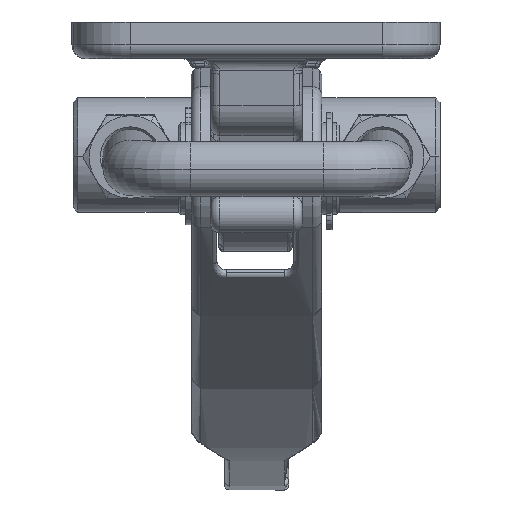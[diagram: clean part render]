
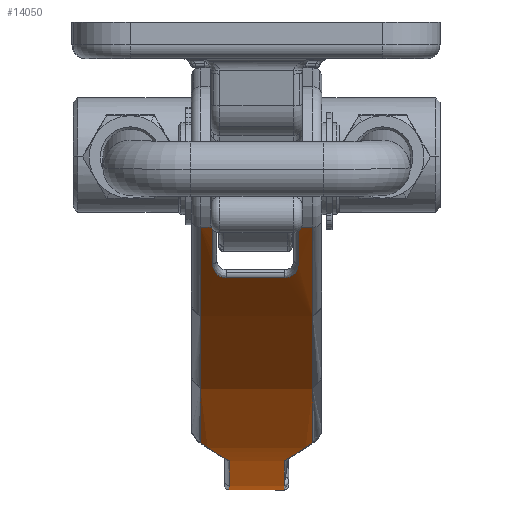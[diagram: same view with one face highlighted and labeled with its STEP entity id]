
A CAD part, left-side view. The second image highlights one B-rep face of the part: STEP entity #14050.
In plain terms, the highlighted cylindrical face has radius 196.2 mm (diameter 392.4 mm), a partial arc.
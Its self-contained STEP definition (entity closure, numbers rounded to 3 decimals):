
#3118=CARTESIAN_POINT('',(176.449,75.532,-95.749));
#3119=VERTEX_POINT('',#3118);
#3171=CARTESIAN_POINT('',(176.449,63.532,-95.749));
#3172=VERTEX_POINT('',#3171);
#3338=CARTESIAN_POINT('',(-0.215,57.282,-41.959));
#3339=VERTEX_POINT('',#3338);
#3610=CARTESIAN_POINT('',(-0.215,81.782,-41.959));
#3611=VERTEX_POINT('',#3610);
#4349=CARTESIAN_POINT('',(-0.215,79.182,-41.959));
#4350=VERTEX_POINT('',#4349);
#4564=CARTESIAN_POINT('',(-0.215,60.382,-41.959));
#4565=VERTEX_POINT('',#4564);
#12082=CARTESIAN_POINT('',(8.297,60.382,-49.98));
#12083=VERTEX_POINT('',#12082);
#12091=CARTESIAN_POINT('',(138.541,60.382,96.754));
#12092=DIRECTION('',(0.,1.,0.));
#12093=DIRECTION('',(-0.688,0.,-0.726));
#12094=AXIS2_PLACEMENT_3D('',#12091,#12092,#12093);
#12095=CIRCLE('',#12094,196.2);
#12096=EDGE_CURVE('',#12083,#4565,#12095,.T.);
#12209=CARTESIAN_POINT('',(11.776,63.382,-52.996));
#12210=VERTEX_POINT('',#12209);
#12218=CARTESIAN_POINT('',(11.776,63.382,-52.996));
#12219=CARTESIAN_POINT('',(11.776,62.675,-52.996));
#12220=CARTESIAN_POINT('',(11.457,62.014,-52.726));
#12221=CARTESIAN_POINT('',(10.669,61.142,-52.053));
#12222=CARTESIAN_POINT('',(10.219,60.855,-51.665));
#12223=CARTESIAN_POINT('',(9.463,60.548,-51.008));
#12224=CARTESIAN_POINT('',(9.163,60.468,-50.745));
#12225=CARTESIAN_POINT('',(8.673,60.396,-50.314));
#12226=CARTESIAN_POINT('',(8.484,60.382,-50.146));
#12227=CARTESIAN_POINT('',(8.297,60.382,-49.98));
#12228=B_SPLINE_CURVE_WITH_KNOTS('',3,(#12218,#12219,#12220,#12221,#12222,#12223,#12224,#12225,#12226,#12227),.UNSPECIFIED.,.F.,.U.,(4,2,2,2,4),(0.0,0.212,0.404,0.523,0.598),.UNSPECIFIED.);
#12229=EDGE_CURVE('',#12210,#12083,#12228,.T.);
#12264=CARTESIAN_POINT('',(11.776,76.182,-52.996));
#12265=VERTEX_POINT('',#12264);
#12273=CARTESIAN_POINT('',(11.776,76.182,-52.996));
#12274=DIRECTION('',(0.0,-1.0,0.0));
#12275=VECTOR('',#12274,12.8);
#12276=LINE('',#12273,#12275);
#12277=EDGE_CURVE('',#12265,#12210,#12276,.T.);
#12391=CARTESIAN_POINT('',(8.297,79.182,-49.98));
#12392=VERTEX_POINT('',#12391);
#12400=CARTESIAN_POINT('',(8.297,79.182,-49.98));
#12401=CARTESIAN_POINT('',(8.772,79.182,-50.402));
#12402=CARTESIAN_POINT('',(9.252,79.096,-50.824));
#12403=CARTESIAN_POINT('',(10.153,78.742,-51.609));
#12404=CARTESIAN_POINT('',(10.579,78.484,-51.975));
#12405=CARTESIAN_POINT('',(11.175,77.879,-52.486));
#12406=CARTESIAN_POINT('',(11.379,77.603,-52.66));
#12407=CARTESIAN_POINT('',(11.625,77.075,-52.868));
#12408=CARTESIAN_POINT('',(11.696,76.855,-52.929));
#12409=CARTESIAN_POINT('',(11.763,76.479,-52.985));
#12410=CARTESIAN_POINT('',(11.776,76.33,-52.996));
#12411=CARTESIAN_POINT('',(11.776,76.182,-52.996));
#12412=B_SPLINE_CURVE_WITH_KNOTS('',3,(#12400,#12401,#12402,#12403,#12404,#12405,#12406,#12407,#12408,#12409,#12410,#12411),.UNSPECIFIED.,.F.,.U.,(4,2,2,2,2,4),(0.0,0.19,0.371,0.484,0.555,0.599),.UNSPECIFIED.);
#12413=EDGE_CURVE('',#12392,#12265,#12412,.T.);
#12515=CARTESIAN_POINT('',(138.541,79.182,96.754));
#12516=DIRECTION('',(0.,-1.,0.));
#12517=DIRECTION('',(-0.688,0.,-0.726));
#12518=AXIS2_PLACEMENT_3D('',#12515,#12516,#12517);
#12519=CIRCLE('',#12518,196.2);
#12520=EDGE_CURVE('',#4350,#12392,#12519,.T.);
#13293=CARTESIAN_POINT('',(-0.215,57.282,-41.959));
#13294=DIRECTION('',(0.0,1.0,0.0));
#13295=VECTOR('',#13294,3.1);
#13296=LINE('',#13293,#13295);
#13297=EDGE_CURVE('',#3339,#4565,#13296,.T.);
#13428=CARTESIAN_POINT('',(75.233,81.782,-88.952));
#13429=VERTEX_POINT('',#13428);
#13448=CARTESIAN_POINT('',(88.112,75.532,-92.855));
#13449=VERTEX_POINT('',#13448);
#13463=CARTESIAN_POINT('',(138.541,83.674,96.754));
#13464=DIRECTION('',(0.396,0.907,-0.144));
#13465=DIRECTION('',(0.852,-0.422,-0.31));
#13466=AXIS2_PLACEMENT_3D('',#13463,#13464,#13465);
#13467=ELLIPSE('',#13466,216.384,196.2);
#13468=EDGE_CURVE('',#13449,#13429,#13467,.T.);
#13979=CARTESIAN_POINT('',(138.541,81.782,96.754));
#13980=DIRECTION('',(0.,1.0,0.));
#13981=DIRECTION('',(-0.535,0.,-0.845));
#13982=AXIS2_PLACEMENT_3D('',#13979,#13980,#13981);
#13983=CIRCLE('',#13982,196.2);
#13984=EDGE_CURVE('',#13429,#3611,#13983,.T.);
#13991=CARTESIAN_POINT('',(138.541,55.282,96.754));
#13992=DIRECTION('',(0.,1.0,0.));
#13993=DIRECTION('',(-0.193,0.,0.981));
#13994=AXIS2_PLACEMENT_3D('',#13991,#13992,#13993);
#13995=CYLINDRICAL_SURFACE('',#13994,196.2);
#13996=ORIENTED_EDGE('',*,*,#12520,.F.);
#13997=CARTESIAN_POINT('',(-0.215,79.182,-41.959));
#13998=DIRECTION('',(0.0,1.0,0.0));
#13999=VECTOR('',#13998,2.6);
#14000=LINE('',#13997,#13999);
#14001=EDGE_CURVE('',#4350,#3611,#14000,.T.);
#14002=ORIENTED_EDGE('',*,*,#14001,.T.);
#14003=ORIENTED_EDGE('',*,*,#13984,.F.);
#14004=ORIENTED_EDGE('',*,*,#13468,.F.);
#14005=CARTESIAN_POINT('',(138.541,75.532,96.754));
#14006=DIRECTION('',(0.,1.0,0.));
#14007=DIRECTION('',(-0.193,0.,0.981));
#14008=AXIS2_PLACEMENT_3D('',#14005,#14006,#14007);
#14009=CIRCLE('',#14008,196.2);
#14010=EDGE_CURVE('',#3119,#13449,#14009,.T.);
#14011=ORIENTED_EDGE('',*,*,#14010,.F.);
#14012=CARTESIAN_POINT('',(176.449,63.532,-95.749));
#14013=DIRECTION('',(0.0,1.0,0.0));
#14014=VECTOR('',#14013,12.);
#14015=LINE('',#14012,#14014);
#14016=EDGE_CURVE('',#3172,#3119,#14015,.T.);
#14017=ORIENTED_EDGE('',*,*,#14016,.F.);
#14018=CARTESIAN_POINT('',(88.112,63.532,-92.855));
#14019=VERTEX_POINT('',#14018);
#14020=CARTESIAN_POINT('',(138.541,63.532,96.754));
#14021=DIRECTION('',(0.,1.0,0.));
#14022=DIRECTION('',(-0.193,0.,0.981));
#14023=AXIS2_PLACEMENT_3D('',#14020,#14021,#14022);
#14024=CIRCLE('',#14023,196.2);
#14025=EDGE_CURVE('',#3172,#14019,#14024,.T.);
#14026=ORIENTED_EDGE('',*,*,#14025,.T.);
#14027=CARTESIAN_POINT('',(75.233,57.282,-88.952));
#14028=VERTEX_POINT('',#14027);
#14029=CARTESIAN_POINT('',(138.541,55.391,96.754));
#14030=DIRECTION('',(0.396,-0.907,-0.144));
#14031=DIRECTION('',(0.852,0.422,-0.31));
#14032=AXIS2_PLACEMENT_3D('',#14029,#14030,#14031);
#14033=ELLIPSE('',#14032,216.384,196.2);
#14034=EDGE_CURVE('',#14028,#14019,#14033,.T.);
#14035=ORIENTED_EDGE('',*,*,#14034,.F.);
#14036=CARTESIAN_POINT('',(138.541,57.282,96.754));
#14037=DIRECTION('',(0.,-1.,0.));
#14038=DIRECTION('',(-0.535,0.,-0.845));
#14039=AXIS2_PLACEMENT_3D('',#14036,#14037,#14038);
#14040=CIRCLE('',#14039,196.2);
#14041=EDGE_CURVE('',#3339,#14028,#14040,.T.);
#14042=ORIENTED_EDGE('',*,*,#14041,.F.);
#14043=ORIENTED_EDGE('',*,*,#13297,.T.);
#14044=ORIENTED_EDGE('',*,*,#12096,.F.);
#14045=ORIENTED_EDGE('',*,*,#12229,.F.);
#14046=ORIENTED_EDGE('',*,*,#12277,.F.);
#14047=ORIENTED_EDGE('',*,*,#12413,.F.);
#14048=EDGE_LOOP('',(#13996,#14002,#14003,#14004,#14011,#14017,#14026,#14035,#14042,#14043,#14044,#14045,#14046,#14047));
#14049=FACE_OUTER_BOUND('',#14048,.T.);
#14050=ADVANCED_FACE('',(#14049),#13995,.T.);
